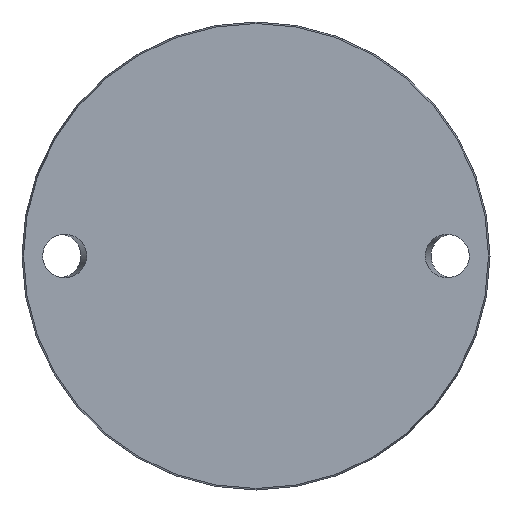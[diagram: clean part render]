
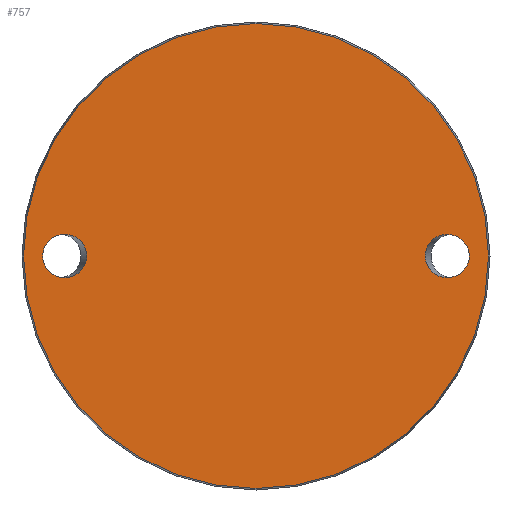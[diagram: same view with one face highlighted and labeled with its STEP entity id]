
A CAD part, front view. The second image highlights one B-rep face of the part: STEP entity #757.
In plain terms, the highlighted planar face has unit normal (0, -1, 0).
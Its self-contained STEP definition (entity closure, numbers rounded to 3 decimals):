
#31 = PLANE ( 'NONE',  #47 ) ;
#36 = FACE_BOUND ( 'NONE', #368, .T. ) ;
#47 = AXIS2_PLACEMENT_3D ( 'NONE', #504, #588, #896 ) ;
#102 = EDGE_CURVE ( 'NONE', #870, #870, #826, .T. ) ;
#116 = CARTESIAN_POINT ( 'NONE',  ( -81.115, 0., 0. ) ) ;
#121 = DIRECTION ( 'NONE',  ( 0., 0., -1. ) ) ;
#145 = CARTESIAN_POINT ( 'NONE',  ( -81.115, 0., 16.5 ) ) ;
#147 = EDGE_LOOP ( 'NONE', ( #783 ) ) ;
#182 = CARTESIAN_POINT ( 'NONE',  ( -81.115, 0., -16.5 ) ) ;
#188 = EDGE_LOOP ( 'NONE', ( #765 ) ) ;
#196 = VERTEX_POINT ( 'NONE', #116 ) ;
#216 = CARTESIAN_POINT ( 'NONE',  ( 64.385, 0., 0. ) ) ;
#366 = CARTESIAN_POINT ( 'NONE',  ( 81.115, 0., 16.5 ) ) ;
#368 = EDGE_LOOP ( 'NONE', ( #403 ) ) ;
#375 = AXIS2_PLACEMENT_3D ( 'NONE', #966, #817, #121 ) ;
#391 = CARTESIAN_POINT ( 'NONE',  ( -64.385, 0., -16.5 ) ) ;
#392 = CIRCLE ( 'NONE', #375, 88.425 ) ;
#403 = ORIENTED_EDGE ( 'NONE', *, *, #102, .F. ) ;
#410 = CARTESIAN_POINT ( 'NONE',  ( -81.115, 0., 0. ) ) ;
#440 = CARTESIAN_POINT ( 'NONE',  ( 64.385, 0., 0. ) ) ;
#444 =( BOUNDED_CURVE ( )  B_SPLINE_CURVE ( 3, ( #683, #145, #780, #700, #391, #182, #410 ),
 .UNSPECIFIED., .T., .T. ) 
 B_SPLINE_CURVE_WITH_KNOTS ( ( 4, 3, 4 ),
 ( 0., 3.142, 6.283 ),
 .UNSPECIFIED. ) 
 CURVE ( )  GEOMETRIC_REPRESENTATION_ITEM ( )  RATIONAL_B_SPLINE_CURVE ( ( 1., 0.333, 0.333, 1., 0.333, 0.333, 1. ) ) 
 REPRESENTATION_ITEM ( '' )  );
#504 = CARTESIAN_POINT ( 'NONE',  ( -88.425, 0., 0. ) ) ;
#508 = VERTEX_POINT ( 'NONE', #889 ) ;
#516 = CARTESIAN_POINT ( 'NONE',  ( 81.115, 0., 0. ) ) ;
#547 = CARTESIAN_POINT ( 'NONE',  ( 64.385, 0., 0. ) ) ;
#588 = DIRECTION ( 'NONE',  ( 0., 1., 0. ) ) ;
#599 = CARTESIAN_POINT ( 'NONE',  ( 81.115, 0., -16.5 ) ) ;
#662 = FACE_OUTER_BOUND ( 'NONE', #188, .T. ) ;
#666 = FACE_BOUND ( 'NONE', #147, .T. ) ;
#683 = CARTESIAN_POINT ( 'NONE',  ( -81.115, 0., 0. ) ) ;
#700 = CARTESIAN_POINT ( 'NONE',  ( -64.385, 0., 0. ) ) ;
#722 = EDGE_CURVE ( 'NONE', #508, #508, #392, .T. ) ;
#757 = ADVANCED_FACE ( 'NONE', ( #666, #36, #662 ), #31, .F. ) ;
#765 = ORIENTED_EDGE ( 'NONE', *, *, #722, .T. ) ;
#780 = CARTESIAN_POINT ( 'NONE',  ( -64.385, 0., 16.5 ) ) ;
#783 = ORIENTED_EDGE ( 'NONE', *, *, #810, .T. ) ;
#810 = EDGE_CURVE ( 'NONE', #196, #196, #444, .T. ) ;
#817 = DIRECTION ( 'NONE',  ( 0., -1., 0. ) ) ;
#823 = CARTESIAN_POINT ( 'NONE',  ( 64.385, 0., 16.5 ) ) ;
#826 =( BOUNDED_CURVE ( )  B_SPLINE_CURVE ( 3, ( #216, #898, #599, #516, #366, #823, #440 ),
 .UNSPECIFIED., .T., .F. ) 
 B_SPLINE_CURVE_WITH_KNOTS ( ( 4, 3, 4 ),
 ( 0., 3.142, 6.283 ),
 .UNSPECIFIED. ) 
 CURVE ( )  GEOMETRIC_REPRESENTATION_ITEM ( )  RATIONAL_B_SPLINE_CURVE ( ( 1., 0.333, 0.333, 1., 0.333, 0.333, 1. ) ) 
 REPRESENTATION_ITEM ( '' )  );
#870 = VERTEX_POINT ( 'NONE', #547 ) ;
#889 = CARTESIAN_POINT ( 'NONE',  ( 0., 0., -88.425 ) ) ;
#896 = DIRECTION ( 'NONE',  ( 0., 0., 1. ) ) ;
#898 = CARTESIAN_POINT ( 'NONE',  ( 64.385, 0., -16.5 ) ) ;
#966 = CARTESIAN_POINT ( 'NONE',  ( 0., 0., 0. ) ) ;
